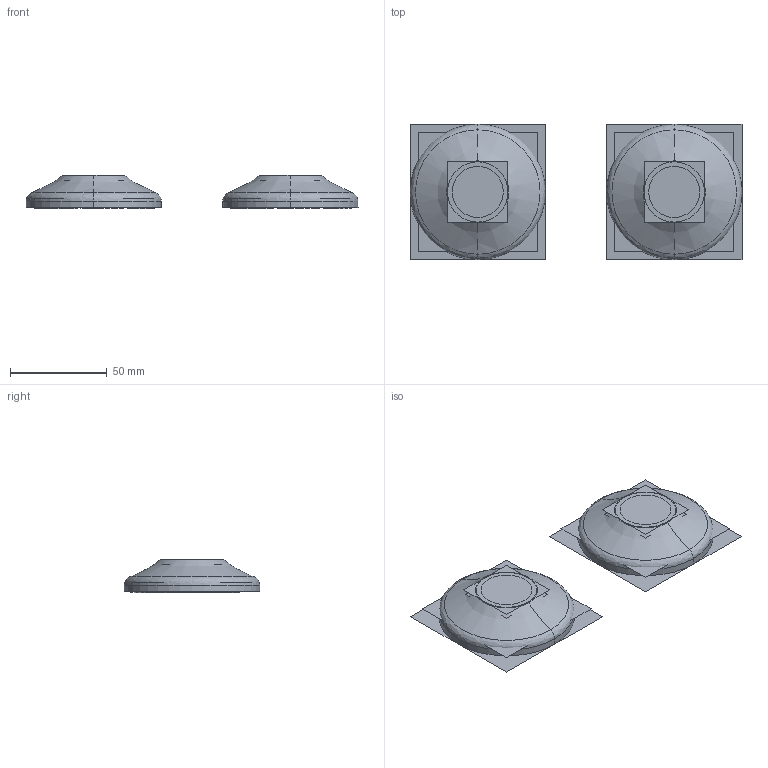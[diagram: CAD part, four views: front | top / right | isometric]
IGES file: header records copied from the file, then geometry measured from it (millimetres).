
Start section:  PTC IGES file: 5639b_asm.igs
Global section: file name: 5639b_asm.igs; native system: Creo Parametric by PTC Inc.; preprocessor: 2018400; author: jinson.thomas; organization: Unknown; date: 20190809.165353; units: inch
Bounding box: 171.68 x 70.05 x 17.51 mm (x, y, z)
Volume: 46495.3 mm3; surface area: 120280.4 mm2
Topology: 4 solids, 4 shells, 140 faces, 688 edges, 880 vertices
Faces by surface type: revolution 96, bspline 44
